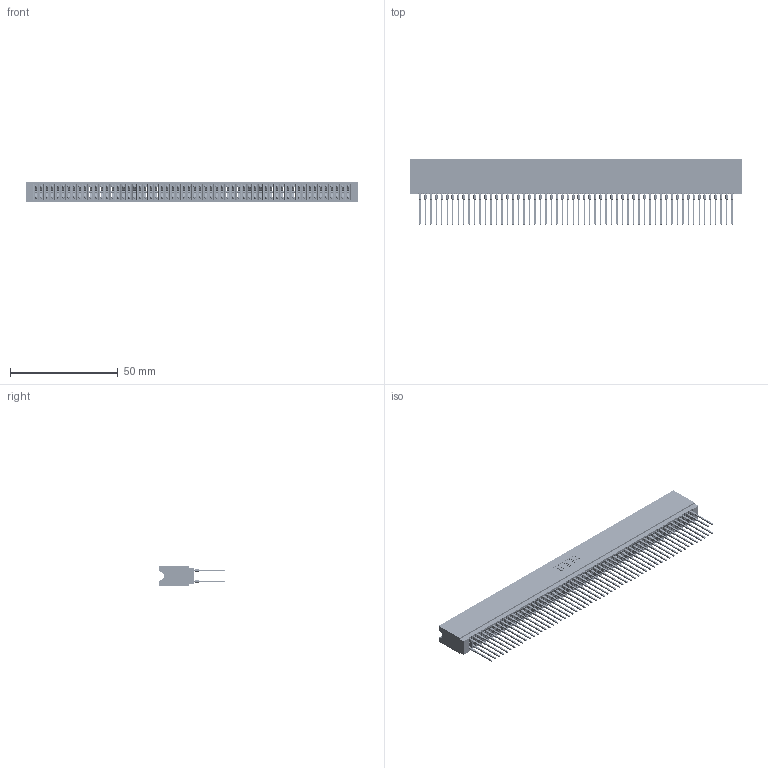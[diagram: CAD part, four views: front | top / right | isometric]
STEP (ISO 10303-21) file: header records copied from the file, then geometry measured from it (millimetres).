
FILE_DESCRIPTION (( 'STEP AP203' ), '1' );
FILE_NAME ('745-116-545-206.STEP', '2026-02-27T01:02:11', ( '' ), ( '' ), 'SwSTEP 2.0', 'SolidWorks 2023', '' );
FILE_SCHEMA (( 'CONFIG_CONTROL_DESIGN' ));
Length unit declared in the file: millimetre
Products named in the file (3): 745 Part_Insulator Option - 06; 745-292-001_545; 745-116-545-206
Assembly tree (117 placements, depth 2):
  745-116-545-206
    745 Part_Insulator Option - 06
    745-292-001_545  x116
Bounding box: 153.92 x 30.62 x 8.89 mm (x, y, z)
Volume: 14150.4 mm3; surface area: 30932.9 mm2
Topology: 117 solids, 117 shells, 10478 faces, 28158 edges, 17688 vertices
Faces by surface type: plane 5392, bspline 2320, cylinder 2070, torus 696
Entity records: 95480 total; most frequent: CARTESIAN_POINT 17058, ORIENTED_EDGE 16526, DIRECTION 14423, EDGE_CURVE 8263, VECTOR 7733, LINE 7733, VERTEX_POINT 5268, AXIS2_PLACEMENT_3D 3345
